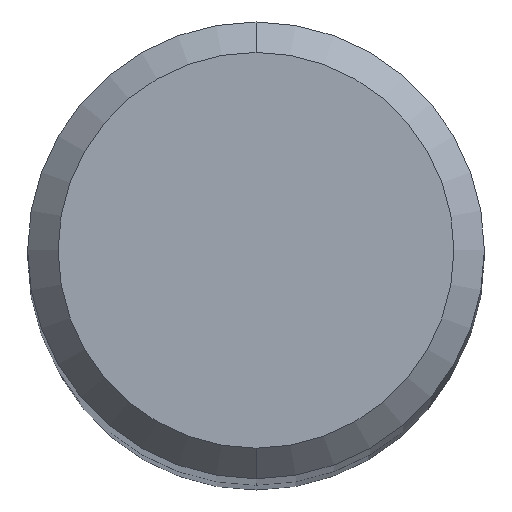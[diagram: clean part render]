
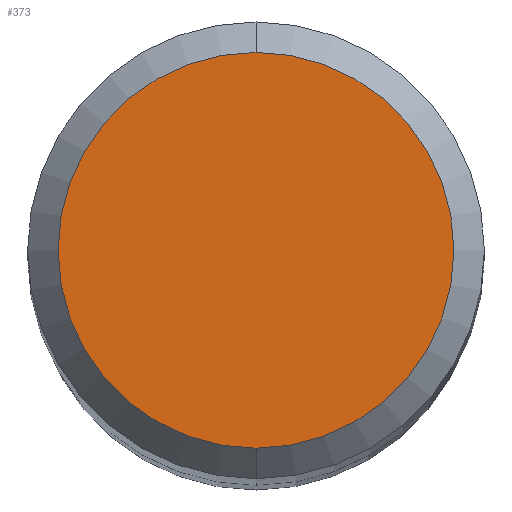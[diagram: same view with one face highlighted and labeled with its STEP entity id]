
A CAD part, top view. The second image highlights one B-rep face of the part: STEP entity #373.
In plain terms, the highlighted planar face has unit normal (0, 0, 1).
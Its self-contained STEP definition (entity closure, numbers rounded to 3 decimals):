
#181=EDGE_CURVE('',#293,#361,#489,.T.);
#243=EDGE_CURVE('',#361,#293,#553,.T.);
#293=VERTEX_POINT('',#608);
#361=VERTEX_POINT('',#684);
#373=ADVANCED_FACE('',(#697),#698,.T.);
#489=CIRCLE('',#819,2.6);
#553=CIRCLE('',#927,2.6);
#608=CARTESIAN_POINT('',(0.0,2.6,0.0));
#684=CARTESIAN_POINT('',(0.,-2.6,0.0));
#697=FACE_OUTER_BOUND('',#1213,.T.);
#698=PLANE('',#1214);
#819=AXIS2_PLACEMENT_3D('',#1452,#1453,#1454);
#927=AXIS2_PLACEMENT_3D('',#1500,#1501,#1502);
#1213=EDGE_LOOP('',(#1663,#1664));
#1214=AXIS2_PLACEMENT_3D('',#1665,#1666,#1667);
#1452=CARTESIAN_POINT('',(0.0,0.0,0.0));
#1453=DIRECTION('',(0.0,0.0,-1.0));
#1454=DIRECTION('',(0.0,1.0,0.0));
#1500=CARTESIAN_POINT('',(0.0,0.0,0.0));
#1501=DIRECTION('',(0.0,0.0,-1.0));
#1502=DIRECTION('',(0.0,1.0,0.0));
#1663=ORIENTED_EDGE('',*,*,#181,.F.);
#1664=ORIENTED_EDGE('',*,*,#243,.F.);
#1665=CARTESIAN_POINT('',(0.0,1.3,0.0));
#1666=DIRECTION('',(-0.0,0.0,1.0));
#1667=DIRECTION('',(0.0,-1.0,0.0));
